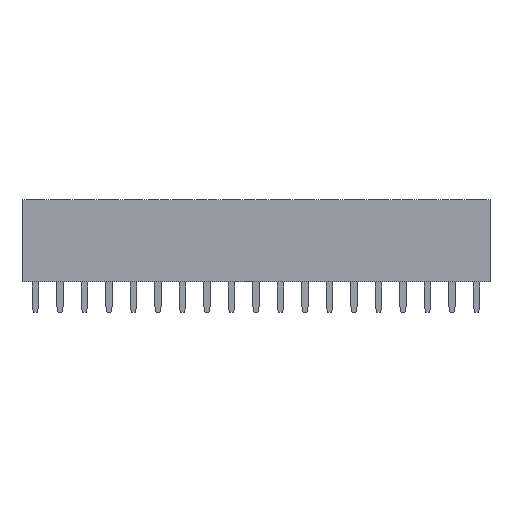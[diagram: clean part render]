
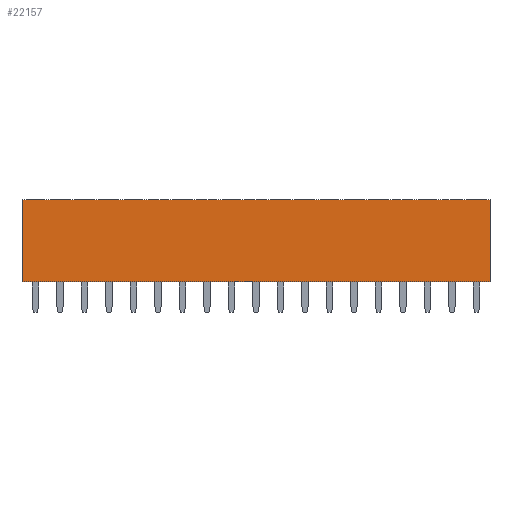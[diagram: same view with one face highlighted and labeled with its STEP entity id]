
A CAD part, top view. The second image highlights one B-rep face of the part: STEP entity #22157.
In plain terms, the highlighted planar face has unit normal (0, 0, 1).
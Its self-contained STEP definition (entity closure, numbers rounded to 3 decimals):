
#8944 = VERTEX_POINT('',#8945);
#8945 = CARTESIAN_POINT('',(24.255,0.,1.25));
#8951 = EDGE_CURVE('',#8952,#8944,#8954,.T.);
#8952 = VERTEX_POINT('',#8953);
#8953 = CARTESIAN_POINT('',(-24.255,0.,1.25));
#8954 = LINE('',#8955,#8956);
#8955 = CARTESIAN_POINT('',(-24.255,0.,1.25));
#8956 = VECTOR('',#8957,1.);
#8957 = DIRECTION('',(1.,0.,0.));
#21871 = VERTEX_POINT('',#21872);
#21872 = CARTESIAN_POINT('',(24.255,8.5,1.25));
#21889 = VERTEX_POINT('',#21890);
#21890 = CARTESIAN_POINT('',(-24.255,8.5,1.25));
#21896 = EDGE_CURVE('',#21889,#21871,#21897,.T.);
#21897 = LINE('',#21898,#21899);
#21898 = CARTESIAN_POINT('',(-24.255,8.5,1.25));
#21899 = VECTOR('',#21900,1.);
#21900 = DIRECTION('',(1.,0.,0.));
#22157 = ADVANCED_FACE('',(#22158),#22174,.T.);
#22158 = FACE_BOUND('',#22159,.T.);
#22159 = EDGE_LOOP('',(#22160,#22166,#22167,#22173));
#22160 = ORIENTED_EDGE('',*,*,#22161,.T.);
#22161 = EDGE_CURVE('',#8944,#21871,#22162,.T.);
#22162 = LINE('',#22163,#22164);
#22163 = CARTESIAN_POINT('',(24.255,0.,1.25));
#22164 = VECTOR('',#22165,1.);
#22165 = DIRECTION('',(0.,1.,0.));
#22166 = ORIENTED_EDGE('',*,*,#21896,.F.);
#22167 = ORIENTED_EDGE('',*,*,#22168,.F.);
#22168 = EDGE_CURVE('',#8952,#21889,#22169,.T.);
#22169 = LINE('',#22170,#22171);
#22170 = CARTESIAN_POINT('',(-24.255,0.,1.25));
#22171 = VECTOR('',#22172,1.);
#22172 = DIRECTION('',(0.,1.,0.));
#22173 = ORIENTED_EDGE('',*,*,#8951,.T.);
#22174 = PLANE('',#22175);
#22175 = AXIS2_PLACEMENT_3D('',#22176,#22177,#22178);
#22176 = CARTESIAN_POINT('',(-24.255,4.25,1.25));
#22177 = DIRECTION('',(0.,0.,1.));
#22178 = DIRECTION('',(0.,-1.,0.));
